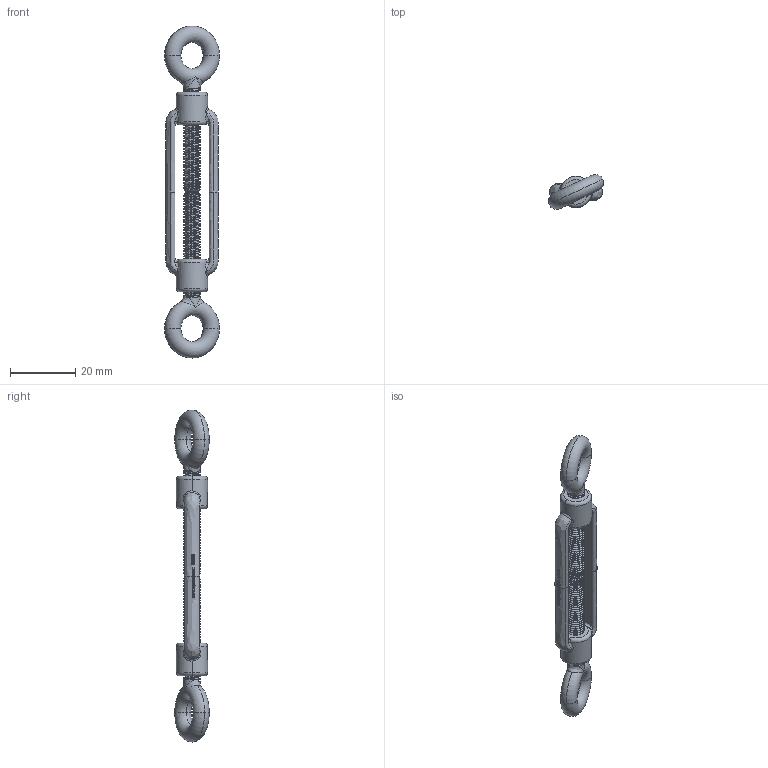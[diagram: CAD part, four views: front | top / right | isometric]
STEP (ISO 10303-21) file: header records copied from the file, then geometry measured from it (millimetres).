
FILE_DESCRIPTION (( 'STEP AP214' ), '1' );
FILE_NAME ('05150 Turnbuckle Galvanised M5 105mm.STEP', '2018-11-22T20:30:38', ( '' ), ( '' ), 'SwSTEP 2.0', 'SolidWorks 2018', '' );
FILE_SCHEMA (( 'AUTOMOTIVE_DESIGN' ));
Length unit declared in the file: millimetre
Products named in the file (6): 5150 eye; 05150 Turnbuckle Galvanised M5 105mm; 5150 buckle
Assembly tree (3 placements, depth 2):
  05150 Turnbuckle Galvanised M5 105mm
    5150 buckle
    5150 eye  x2
  5150 buckle
  5150 eye
  5150 eye
Bounding box: 16.75 x 10.51 x 101.43 mm (x, y, z)
Volume: 4942.9 mm3; surface area: 5022 mm2
Topology: 3 solids, 3 shells, 513 faces, 1411 edges, 914 vertices
Faces by surface type: bspline 317, cylinder 168, torus 16, plane 8, cone 4
Entity records: 41407 total; most frequent: CARTESIAN_POINT 33662, ORIENTED_EDGE 2256, EDGE_CURVE 1128, B_SPLINE_CURVE_WITH_KNOTS 755, VERTEX_POINT 734, DIRECTION 517, EDGE_LOOP 446, FACE_OUTER_BOUND 418
